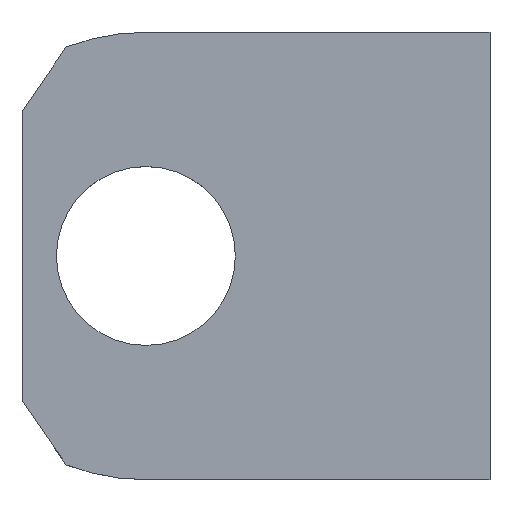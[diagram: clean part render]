
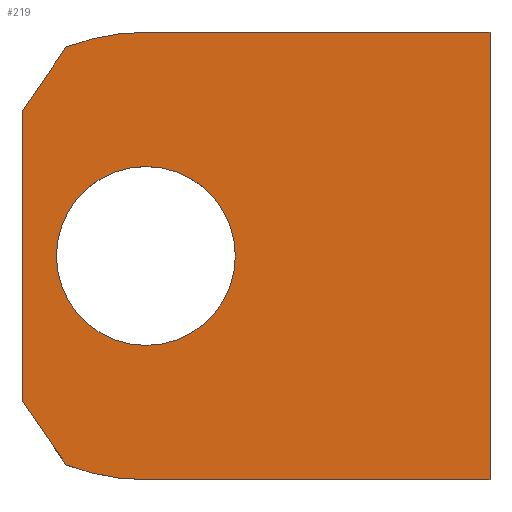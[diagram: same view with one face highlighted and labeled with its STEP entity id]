
A CAD part, top view. The second image highlights one B-rep face of the part: STEP entity #219.
In plain terms, the highlighted planar face has unit normal (0, 0, 1).
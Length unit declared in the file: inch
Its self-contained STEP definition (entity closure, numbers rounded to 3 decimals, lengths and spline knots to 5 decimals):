
#16=FACE_BOUND('',#48,.T.);
#24=PLANE('',#258);
#35=FACE_OUTER_BOUND('',#47,.T.);
#47=EDGE_LOOP('',(#196,#197,#198,#199,#200,#201,#202,#203));
#48=EDGE_LOOP('',(#204,#205));
#58=LINE('',#356,#79);
#61=LINE('',#361,#82);
#63=LINE('',#365,#84);
#66=LINE('',#373,#87);
#68=LINE('',#377,#89);
#69=LINE('',#379,#90);
#79=VECTOR('',#292,0.3937);
#82=VECTOR('',#297,0.51181);
#84=VECTOR('',#301,0.3937);
#87=VECTOR('',#310,0.08939);
#89=VECTOR('',#314,0.33118);
#90=VECTOR('',#317,0.08939);
#91=CIRCLE('',#241,0.10236);
#92=CIRCLE('',#242,0.10236);
#97=CIRCLE('',#249,0.25591);
#98=CIRCLE('',#254,0.25591);
#99=VERTEX_POINT('',#322);
#100=VERTEX_POINT('',#323);
#111=VERTEX_POINT('',#349);
#112=VERTEX_POINT('',#350);
#113=VERTEX_POINT('',#355);
#114=VERTEX_POINT('',#359);
#115=VERTEX_POINT('',#363);
#116=VERTEX_POINT('',#367);
#117=VERTEX_POINT('',#371);
#118=VERTEX_POINT('',#375);
#119=EDGE_CURVE('',#99,#100,#91,.T.);
#120=EDGE_CURVE('',#100,#99,#92,.T.);
#132=EDGE_CURVE('',#111,#112,#97,.T.);
#135=EDGE_CURVE('',#112,#113,#58,.T.);
#138=EDGE_CURVE('',#113,#114,#61,.T.);
#140=EDGE_CURVE('',#114,#115,#63,.T.);
#142=EDGE_CURVE('',#115,#116,#98,.T.);
#144=EDGE_CURVE('',#116,#117,#66,.T.);
#146=EDGE_CURVE('',#117,#118,#68,.T.);
#147=EDGE_CURVE('',#118,#111,#69,.T.);
#196=ORIENTED_EDGE('',*,*,#146,.T.);
#197=ORIENTED_EDGE('',*,*,#147,.T.);
#198=ORIENTED_EDGE('',*,*,#132,.T.);
#199=ORIENTED_EDGE('',*,*,#135,.T.);
#200=ORIENTED_EDGE('',*,*,#138,.T.);
#201=ORIENTED_EDGE('',*,*,#140,.T.);
#202=ORIENTED_EDGE('',*,*,#142,.T.);
#203=ORIENTED_EDGE('',*,*,#144,.T.);
#204=ORIENTED_EDGE('',*,*,#119,.T.);
#205=ORIENTED_EDGE('',*,*,#120,.T.);
#219=ADVANCED_FACE('',(#35,#16),#24,.T.);
#241=AXIS2_PLACEMENT_3D('',#324,#263,#264);
#242=AXIS2_PLACEMENT_3D('',#325,#265,#266);
#249=AXIS2_PLACEMENT_3D('',#351,#286,#287);
#254=AXIS2_PLACEMENT_3D('',#369,#305,#306);
#258=AXIS2_PLACEMENT_3D('',#380,#318,#319);
#263=DIRECTION('center_axis',(0.,0.,-1.));
#264=DIRECTION('ref_axis',(-1.,0.,0.));
#265=DIRECTION('center_axis',(0.,0.,-1.));
#266=DIRECTION('ref_axis',(-1.,0.,0.));
#286=DIRECTION('center_axis',(0.,0.,1.));
#287=DIRECTION('ref_axis',(1.,0.,0.));
#292=DIRECTION('',(1.,0.,0.));
#297=DIRECTION('',(0.,1.,0.));
#301=DIRECTION('',(-1.,0.,0.));
#305=DIRECTION('center_axis',(0.,0.,1.));
#306=DIRECTION('ref_axis',(1.,0.,0.));
#310=DIRECTION('',(-0.568,-0.823,0.));
#314=DIRECTION('',(0.,-1.,0.));
#317=DIRECTION('',(0.568,-0.823,0.));
#318=DIRECTION('center_axis',(0.,0.,1.));
#319=DIRECTION('ref_axis',(1.,0.,0.));
#322=CARTESIAN_POINT('',(-0.10236,0.,0.03937));
#323=CARTESIAN_POINT('',(0.10236,0.,0.03937));
#324=CARTESIAN_POINT('Origin',(0.,0.,0.03937));
#325=CARTESIAN_POINT('Origin',(0.,0.,0.03937));
#349=CARTESIAN_POINT('',(-0.09099,-0.23918,0.03937));
#350=CARTESIAN_POINT('',(0.,-0.25591,0.03937));
#351=CARTESIAN_POINT('Origin',(0.,0.,0.03937));
#355=CARTESIAN_POINT('',(0.3937,-0.25591,0.03937));
#356=CARTESIAN_POINT('',(0.,-0.25591,0.03937));
#359=CARTESIAN_POINT('',(0.3937,0.25591,0.03937));
#361=CARTESIAN_POINT('',(0.3937,-0.25591,0.03937));
#363=CARTESIAN_POINT('',(0.,0.25591,0.03937));
#365=CARTESIAN_POINT('',(0.3937,0.25591,0.03937));
#367=CARTESIAN_POINT('',(-0.09099,0.23918,0.03937));
#369=CARTESIAN_POINT('Origin',(0.,0.,0.03937));
#371=CARTESIAN_POINT('',(-0.14173,0.16559,0.03937));
#373=CARTESIAN_POINT('',(-0.09099,0.23918,0.03937));
#375=CARTESIAN_POINT('',(-0.14173,-0.16559,0.03937));
#377=CARTESIAN_POINT('',(-0.14173,0.16559,0.03937));
#379=CARTESIAN_POINT('',(-0.14173,-0.16559,0.03937));
#380=CARTESIAN_POINT('Origin',(0.,0.,0.03937));
